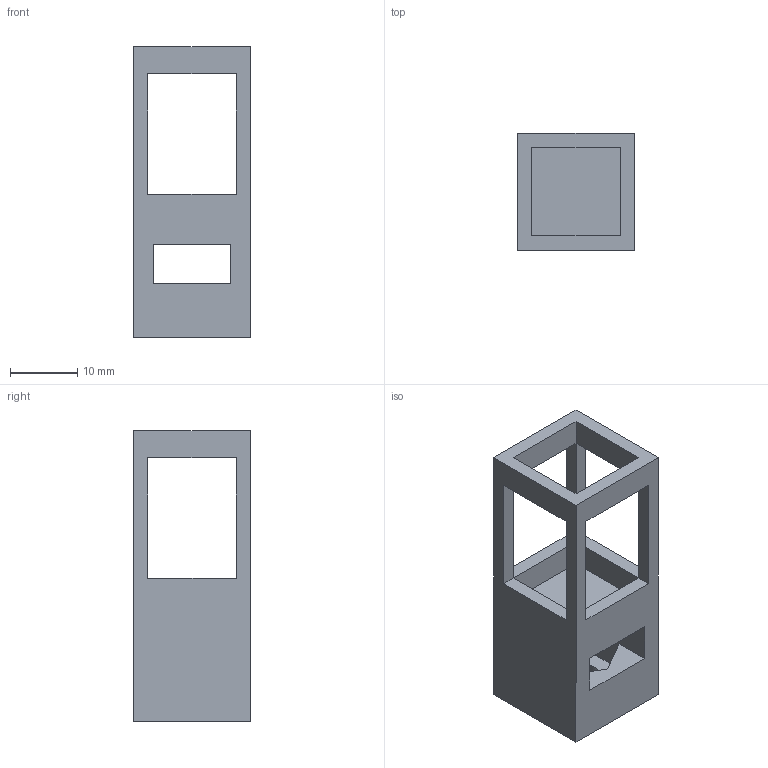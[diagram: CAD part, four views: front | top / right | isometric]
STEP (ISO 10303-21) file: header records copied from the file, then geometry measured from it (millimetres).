
FILE_DESCRIPTION(/* description */ (''),/* implementation_level */ '2;1');
FILE_NAME(/* name */ '(N)Cuvette_Mount_1-cm.step',/* time_stamp */ '2021-05-14T07:49:25-05:00',/* author */ (''),/* organization */ (''),/* preprocessor_version */ 'ST-DEVELOPER v18.1',/* originating_system */ 'Autodesk Translation Framework v10.6.0.1341',/* authorisation */ '');
FILE_SCHEMA (('AUTOMOTIVE_DESIGN { 1 0 10303 214 3 1 1 }'));
Length unit declared in the file: millimetre
Products named in the file (1): (N)Cuvette_Mount_1-cm
Bounding box: 17.4 x 17.4 x 43.27 mm (x, y, z)
Volume: 4731.6 mm3; surface area: 4267.2 mm2
Topology: 1 solids, 1 shells, 42 faces, 105 edges, 62 vertices
Faces by surface type: plane 41, cylinder 1
Full cylindrical faces by diameter (mm): 6.985 x1
Entity records: 1263 total; most frequent: ORIENTED_EDGE 210, CARTESIAN_POINT 210, DIRECTION 193, EDGE_CURVE 105, LINE 103, VECTOR 103, VERTEX_POINT 62, EDGE_LOOP 51
